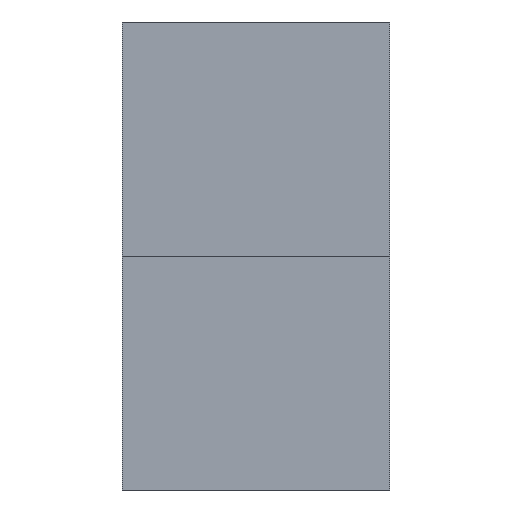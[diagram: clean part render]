
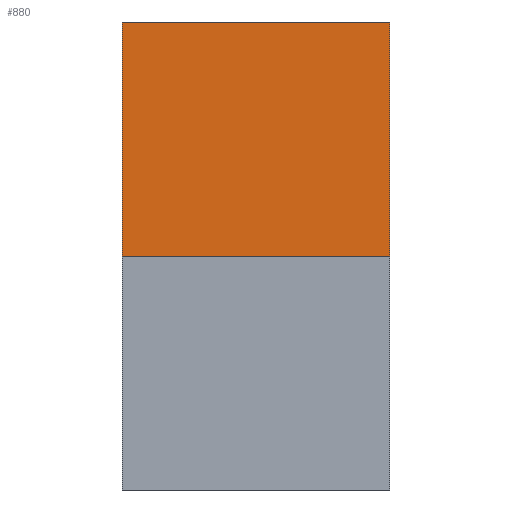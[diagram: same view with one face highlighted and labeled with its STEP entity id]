
A CAD part, front view. The second image highlights one B-rep face of the part: STEP entity #880.
In plain terms, the highlighted planar face has unit normal (0, -1, 0).
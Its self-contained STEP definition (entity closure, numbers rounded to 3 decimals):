
#76=FACE_OUTER_BOUND('',#127,.T.);
#127=EDGE_LOOP('',(#767,#768,#769,#770));
#224=LINE('',#1378,#336);
#237=LINE('',#1408,#349);
#238=LINE('',#1410,#350);
#239=LINE('',#1411,#351);
#336=VECTOR('',#1131,10.);
#349=VECTOR('',#1160,10.);
#350=VECTOR('',#1161,10.);
#351=VECTOR('',#1162,10.);
#423=VERTEX_POINT('',#1375);
#424=VERTEX_POINT('',#1377);
#433=VERTEX_POINT('',#1407);
#434=VERTEX_POINT('',#1409);
#534=EDGE_CURVE('',#423,#424,#224,.T.);
#549=EDGE_CURVE('',#423,#433,#237,.T.);
#550=EDGE_CURVE('',#433,#434,#238,.T.);
#551=EDGE_CURVE('',#434,#424,#239,.T.);
#767=ORIENTED_EDGE('',*,*,#549,.T.);
#768=ORIENTED_EDGE('',*,*,#550,.T.);
#769=ORIENTED_EDGE('',*,*,#551,.T.);
#770=ORIENTED_EDGE('',*,*,#534,.F.);
#834=PLANE('',#949);
#880=ADVANCED_FACE('',(#76),#834,.F.);
#949=AXIS2_PLACEMENT_3D('',#1406,#1158,#1159);
#1131=DIRECTION('',(1.,0.,0.));
#1158=DIRECTION('center_axis',(0.,1.,0.));
#1159=DIRECTION('ref_axis',(0.,0.,1.));
#1160=DIRECTION('',(0.,0.,-1.));
#1161=DIRECTION('',(1.,0.,0.));
#1162=DIRECTION('',(0.,0.,1.));
#1375=CARTESIAN_POINT('',(0.,-12.5,14.));
#1377=CARTESIAN_POINT('',(8.,-12.5,14.));
#1378=CARTESIAN_POINT('',(0.,-12.5,14.));
#1406=CARTESIAN_POINT('Origin',(0.,-12.5,7.));
#1407=CARTESIAN_POINT('',(0.,-12.5,7.));
#1408=CARTESIAN_POINT('',(0.,-12.5,14.));
#1409=CARTESIAN_POINT('',(8.,-12.5,7.));
#1410=CARTESIAN_POINT('',(0.,-12.5,7.));
#1411=CARTESIAN_POINT('',(8.,-12.5,14.));
